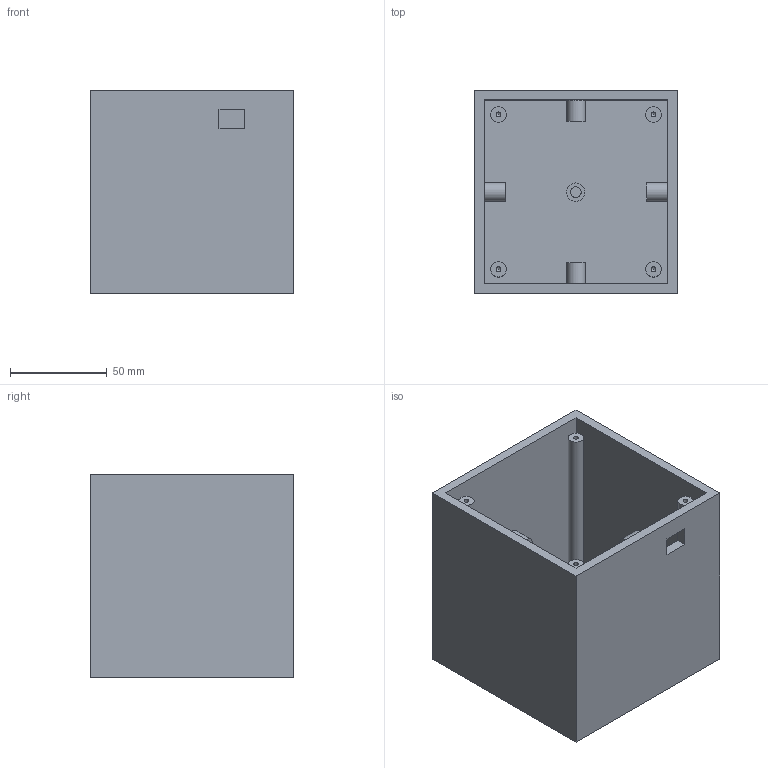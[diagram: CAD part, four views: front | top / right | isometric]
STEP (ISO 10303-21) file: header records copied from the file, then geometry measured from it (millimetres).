
FILE_DESCRIPTION(('FreeCAD Model'),'2;1');
FILE_NAME('Open CASCADE Shape Model','2023-09-13T08:47:00',(''),(''), 'Open CASCADE STEP processor 7.6','FreeCAD','Unknown');
FILE_SCHEMA(('AUTOMOTIVE_DESIGN { 1 0 10303 214 1 1 1 1 }'));
Length unit declared in the file: millimetre
Products named in the file (1): Cuerpo
Bounding box: 105 x 105 x 105 mm (x, y, z)
Volume: 275820.2 mm3; surface area: 116910.7 mm2
Topology: 1 solids, 1 shells, 55 faces, 102 edges, 68 vertices
Faces by surface type: plane 33, cylinder 18, cone 4
Full cylindrical faces by diameter (mm): 2.52 x4, 5.5 x5, 8 x4, 9.5 x2, 9.507 x1, 9.533 x1, 9.8 x1
Entity records: 1384 total; most frequent: DIRECTION 250, CARTESIAN_POINT 222, ORIENTED_EDGE 196, EDGE_CURVE 98, AXIS2_PLACEMENT_3D 96, FACE_BOUND 80, EDGE_LOOP 80, VERTEX_POINT 68
